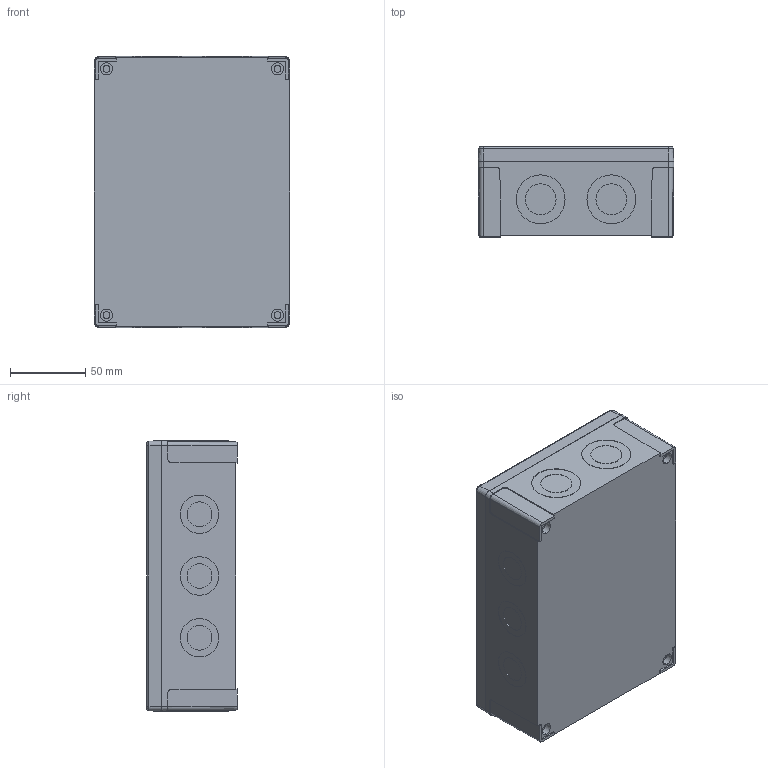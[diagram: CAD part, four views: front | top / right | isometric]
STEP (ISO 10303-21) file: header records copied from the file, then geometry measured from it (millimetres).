
FILE_DESCRIPTION (( 'STEP AP214' ), '1' );
FILE_NAME ('6016313_FIBOX_MNX_PCM_150_60_G.STEP', '2023-02-16T13:19:08', ( '' ), ( '' ), 'SwSTEP 2.0', 'SolidWorks 2021', '' );
FILE_SCHEMA (( 'AUTOMOTIVE_DESIGN' ));
Length unit declared in the file: millimetre
Products named in the file (4): 6016313_FIBOX_MNX_PCM_150_60_G; FIBOX_MNXPCM150B; FIBOX_MNX15010C; FIBOX_MNXSS14550L
Assembly tree (6 placements, depth 2):
  6016313_FIBOX_MNX_PCM_150_60_G
    FIBOX_MNXPCM150B
    FIBOX_MNX15010C
    FIBOX_MNXSS14550L  x4
Bounding box: 130.1 x 60 x 180.1 mm (x, y, z)
Volume: 295048.5 mm3; surface area: 172185.3 mm2
Topology: 6 solids, 6 shells, 549 faces, 1309 edges, 846 vertices
Faces by surface type: plane 285, cylinder 212, cone 28, torus 16, sphere 8
Entity records: 13701 total; most frequent: DIRECTION 2453, CARTESIAN_POINT 2453, ORIENTED_EDGE 2194, EDGE_CURVE 1097, AXIS2_PLACEMENT_3D 922, VERTEX_POINT 714, VECTOR 609, LINE 609
